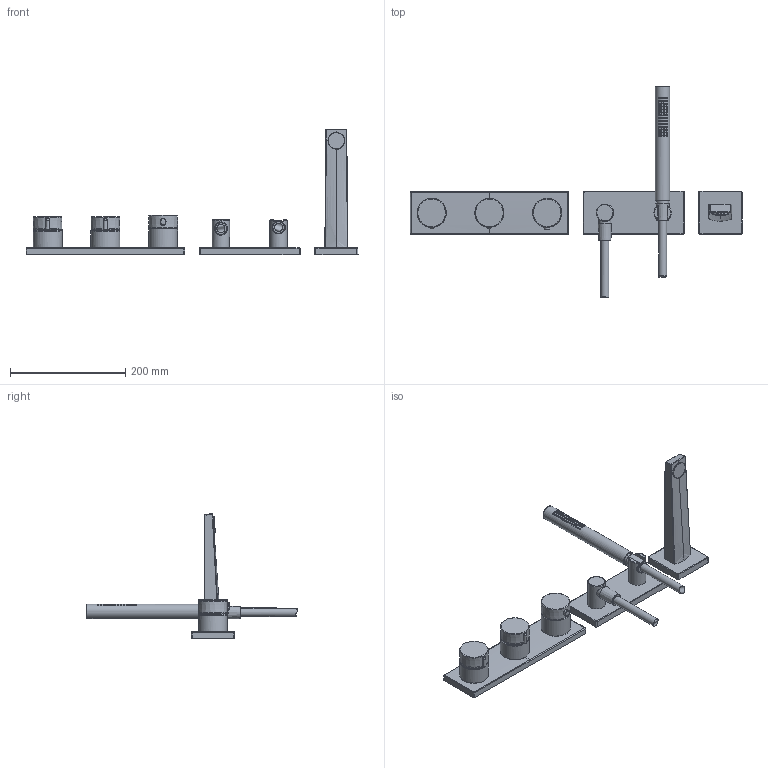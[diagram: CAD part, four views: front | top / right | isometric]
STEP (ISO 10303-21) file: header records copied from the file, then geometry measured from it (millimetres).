
FILE_DESCRIPTION (( 'STEP AP203' ), '1' );
FILE_NAME ('44873000.STEP', '2017-03-09T05:53:13', ( '' ), ( '' ), 'SwSTEP 2.0', 'SolidWorks 2016', '' );
FILE_SCHEMA (( 'CONFIG_CONTROL_DESIGN' ));
Length unit declared in the file: millimetre
Products named in the file (1): 44873000
Bounding box: 574.99 x 365.77 x 216.81 mm (x, y, z)
Volume: 1141256 mm3; surface area: 213642.6 mm2
Topology: 6 solids, 6 shells, 247 faces, 479 edges, 320 vertices
Faces by surface type: cylinder 105, bspline 57, plane 54, torus 14, cone 9, sphere 8
Full cylindrical faces by diameter (mm): 14 x2, 21 x2, 25 x1, 26 x1, 28.5 x1, 30 x2, 37.516 x3, 46 x2, 48.4 x1, 49 x2, 50 x3
Entity records: 13172 total; most frequent: CARTESIAN_POINT 8953, ORIENTED_EDGE 810, DIRECTION 664, EDGE_CURVE 405, EDGE_LOOP 371, VERTEX_POINT 294, AXIS2_PLACEMENT_3D 289, FACE_OUTER_BOUND 283
